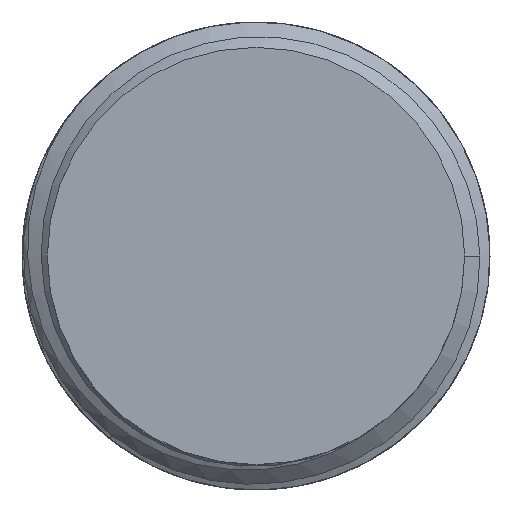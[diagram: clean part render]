
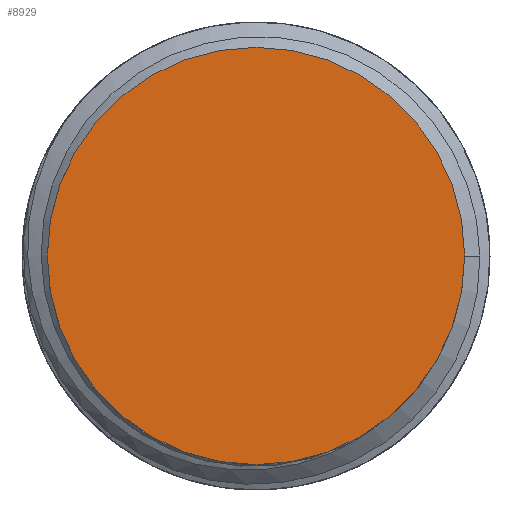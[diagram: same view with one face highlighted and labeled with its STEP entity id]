
A CAD part, front view. The second image highlights one B-rep face of the part: STEP entity #8929.
In plain terms, the highlighted planar face has unit normal (0, -1, 0).
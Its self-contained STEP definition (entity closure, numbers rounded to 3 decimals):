
#6=CARTESIAN_POINT('',(0.,0.,0.));
#7=DIRECTION('',(0.,-1.,0.));
#8=DIRECTION('',(1.,0.,0.));
#9=AXIS2_PLACEMENT_3D('',#6,#7,#8);
#56=CARTESIAN_POINT('',(0.,0.,0.));
#57=DIRECTION('',(0.,1.,0.));
#58=DIRECTION('',(1.,0.,0.));
#59=AXIS2_PLACEMENT_3D('',#56,#57,#58);
#8532=CARTESIAN_POINT('',(5.35,0.,0.));
#8533=CARTESIAN_POINT('',(-5.35,0.,0.));
#8534=VERTEX_POINT('',#8532);
#8535=VERTEX_POINT('',#8533);
#8918=CARTESIAN_POINT('',(0.,0.,0.));
#8919=DIRECTION('',(0.,-1.,0.));
#8920=DIRECTION('',(-1.,0.,0.));
#8921=AXIS2_PLACEMENT_3D('',#8918,#8919,#8920);
#8922=PLANE('',#8921);
#8924=ORIENTED_EDGE('',*,*,#8923,.F.);
#8926=ORIENTED_EDGE('',*,*,#8925,.T.);
#8927=EDGE_LOOP('',(#8924,#8926));
#8928=FACE_OUTER_BOUND('',#8927,.F.);
#8929=ADVANCED_FACE('',(#8928),#8922,.T.);
#10=CIRCLE('',#9,5.35);
#60=CIRCLE('',#59,5.35);
#8923=EDGE_CURVE('',#8534,#8535,#10,.T.);
#8925=EDGE_CURVE('',#8534,#8535,#60,.T.);
